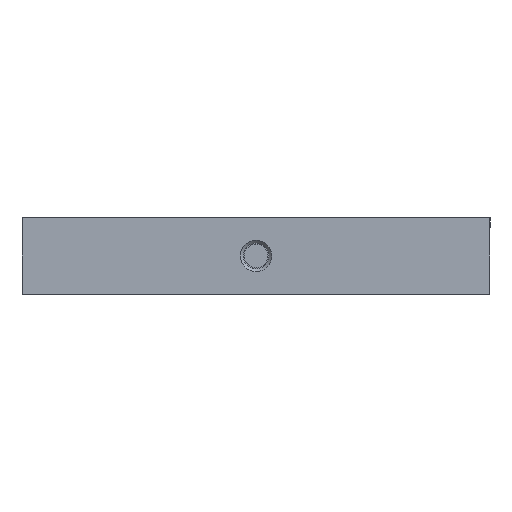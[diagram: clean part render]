
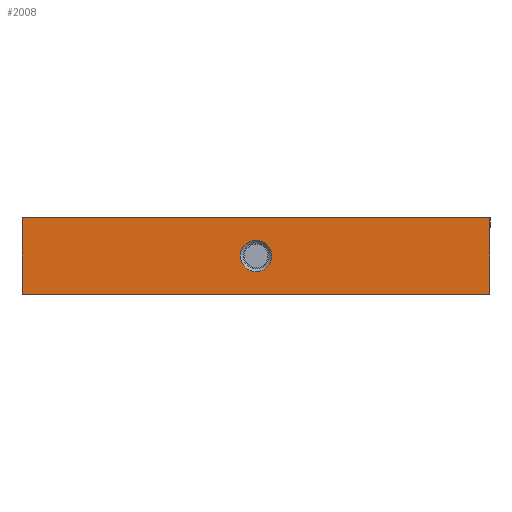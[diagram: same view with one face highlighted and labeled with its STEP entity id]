
A CAD part, left-side view. The second image highlights one B-rep face of the part: STEP entity #2008.
In plain terms, the highlighted free-form (B-spline) face has degree [1, 1] with [2, 2] control points.
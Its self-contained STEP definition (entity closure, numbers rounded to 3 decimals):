
#1693 = VERTEX_POINT('',#1694);
#1694 = CARTESIAN_POINT('',(-294.122,110.145,0.));
#1699 = EDGE_CURVE('',#1693,#1700,#1702,.T.);
#1700 = VERTEX_POINT('',#1701);
#1701 = CARTESIAN_POINT('',(-294.122,-110.145,0.));
#1702 = B_SPLINE_CURVE_WITH_KNOTS('',1,(#1703,#1704),.UNSPECIFIED.,.F.,
  .F.,(2,2),(0.,160.),.PIECEWISE_BEZIER_KNOTS.);
#1703 = CARTESIAN_POINT('',(-294.122,110.145,0.));
#1704 = CARTESIAN_POINT('',(-294.122,-110.145,0.));
#1941 = EDGE_CURVE('',#1700,#1942,#1944,.T.);
#1942 = VERTEX_POINT('',#1943);
#1943 = CARTESIAN_POINT('',(-294.122,-110.145,
    35.797));
#1944 = B_SPLINE_CURVE_WITH_KNOTS('',1,(#1945,#1946),.UNSPECIFIED.,.F.,
  .F.,(2,2),(0.,26.),.PIECEWISE_BEZIER_KNOTS.);
#1945 = CARTESIAN_POINT('',(-294.122,-110.145,0.));
#1946 = CARTESIAN_POINT('',(-294.122,-110.145,
    35.797));
#1993 = VERTEX_POINT('',#1994);
#1994 = CARTESIAN_POINT('',(-294.122,110.145,
    35.797));
#1999 = EDGE_CURVE('',#1693,#1993,#2000,.T.);
#2000 = B_SPLINE_CURVE_WITH_KNOTS('',1,(#2001,#2002),.UNSPECIFIED.,.F.,
  .F.,(2,2),(0.,26.),.PIECEWISE_BEZIER_KNOTS.);
#2001 = CARTESIAN_POINT('',(-294.122,110.145,0.));
#2002 = CARTESIAN_POINT('',(-294.122,110.145,
    35.797));
#2008 = ADVANCED_FACE('',(#2009,#2023),#2033,.F.);
#2009 = FACE_BOUND('',#2010,.F.);
#2010 = EDGE_LOOP('',(#2011));
#2011 = ORIENTED_EDGE('',*,*,#2012,.F.);
#2012 = EDGE_CURVE('',#2013,#2013,#2015,.T.);
#2013 = VERTEX_POINT('',#2014);
#2014 = CARTESIAN_POINT('',(-294.122,7.366,
    17.899));
#2015 = ( BOUNDED_CURVE() B_SPLINE_CURVE(2,(#2016,#2017,#2018,#2019,
#2020,#2021,#2022),.UNSPECIFIED.,.T.,.F.) B_SPLINE_CURVE_WITH_KNOTS((1,2
    ,2,2,2,1),(-2.094,0.,2.094,4.189,
6.283,8.378),.UNSPECIFIED.) CURVE() 
GEOMETRIC_REPRESENTATION_ITEM() RATIONAL_B_SPLINE_CURVE((1.,0.5,1.,0.5,
1.,0.5,1.)) REPRESENTATION_ITEM('') );
#2016 = CARTESIAN_POINT('',(-294.122,7.366,
    17.899));
#2017 = CARTESIAN_POINT('',(-294.122,7.366,
    30.657));
#2018 = CARTESIAN_POINT('',(-294.122,-3.683,
    24.278));
#2019 = CARTESIAN_POINT('',(-294.122,-14.732,
    17.899));
#2020 = CARTESIAN_POINT('',(-294.122,-3.683,
    11.519));
#2021 = CARTESIAN_POINT('',(-294.122,7.366,
    5.14));
#2022 = CARTESIAN_POINT('',(-294.122,7.366,
    17.899));
#2023 = FACE_BOUND('',#2024,.F.);
#2024 = EDGE_LOOP('',(#2025,#2026,#2031,#2032));
#2025 = ORIENTED_EDGE('',*,*,#1999,.T.);
#2026 = ORIENTED_EDGE('',*,*,#2027,.T.);
#2027 = EDGE_CURVE('',#1993,#1942,#2028,.T.);
#2028 = B_SPLINE_CURVE_WITH_KNOTS('',1,(#2029,#2030),.UNSPECIFIED.,.F.,
  .F.,(2,2),(0.,160.),.PIECEWISE_BEZIER_KNOTS.);
#2029 = CARTESIAN_POINT('',(-294.122,110.145,
    35.797));
#2030 = CARTESIAN_POINT('',(-294.122,-110.145,
    35.797));
#2031 = ORIENTED_EDGE('',*,*,#1941,.F.);
#2032 = ORIENTED_EDGE('',*,*,#1699,.F.);
#2033 = B_SPLINE_SURFACE_WITH_KNOTS('',1,1,(
    (#2034,#2035)
    ,(#2036,#2037
    )),.UNSPECIFIED.,.F.,.F.,.F.,(2,2),(2,2),(0.,160.),(-26.,0.),
  .PIECEWISE_BEZIER_KNOTS.);
#2034 = CARTESIAN_POINT('',(-294.122,110.145,
    35.797));
#2035 = CARTESIAN_POINT('',(-294.122,110.145,0.));
#2036 = CARTESIAN_POINT('',(-294.122,-110.145,
    35.797));
#2037 = CARTESIAN_POINT('',(-294.122,-110.145,0.));
